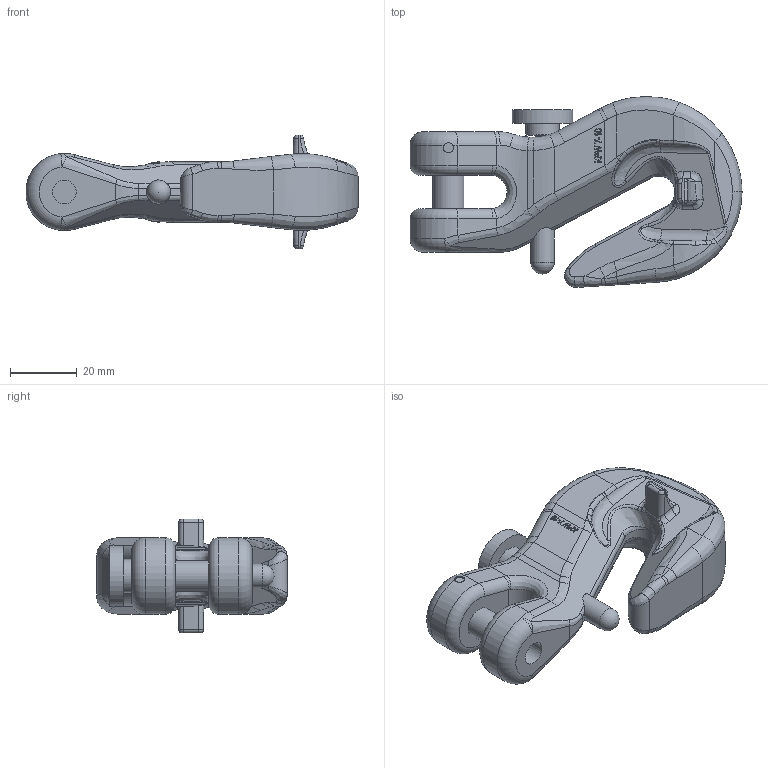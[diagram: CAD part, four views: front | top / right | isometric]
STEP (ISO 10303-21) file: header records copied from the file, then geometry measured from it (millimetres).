
FILE_DESCRIPTION(/* description */ (''),/* implementation_level */ '2;1');
FILE_NAME(/* name */ 'pewag_KPSW_7.stp',/* time_stamp */ '2022-06-29T11:03:23+02:00',/* author */ (''),/* organization */ (''),/* preprocessor_version */ 'ST-DEVELOPER v16',/* originating_system */ 'SIEMENS PLM Software NX 11.0',/* authorisation */ '');
FILE_SCHEMA (('AUTOMOTIVE_DESIGN { 1 0 10303 214 3 1 1 1 }'));
Length unit declared in the file: millimetre
Products named in the file (1): KSE44B0A9CF4llb
Bounding box: 99.11 x 56.98 x 34 mm (x, y, z)
Volume: 58860.2 mm3; surface area: 16863.7 mm2
Topology: 4 solids, 4 shells, 449 faces, 1073 edges, 643 vertices
Faces by surface type: bspline 175, plane 129, cylinder 70, extrusion 55, torus 12, sphere 7, cone 1
Full cylindrical faces by diameter (mm): 3 x3, 4 x1, 4.2 x1, 7 x2, 7.2 x1, 9.3 x3, 10 x1, 18 x1
Entity records: 18975 total; most frequent: CARTESIAN_POINT 10183, ORIENTED_EDGE 2076, DIRECTION 1286, EDGE_CURVE 1038, VERTEX_POINT 635, B_SPLINE_CURVE_WITH_KNOTS 580, AXIS2_PLACEMENT_3D 506, EDGE_LOOP 495
